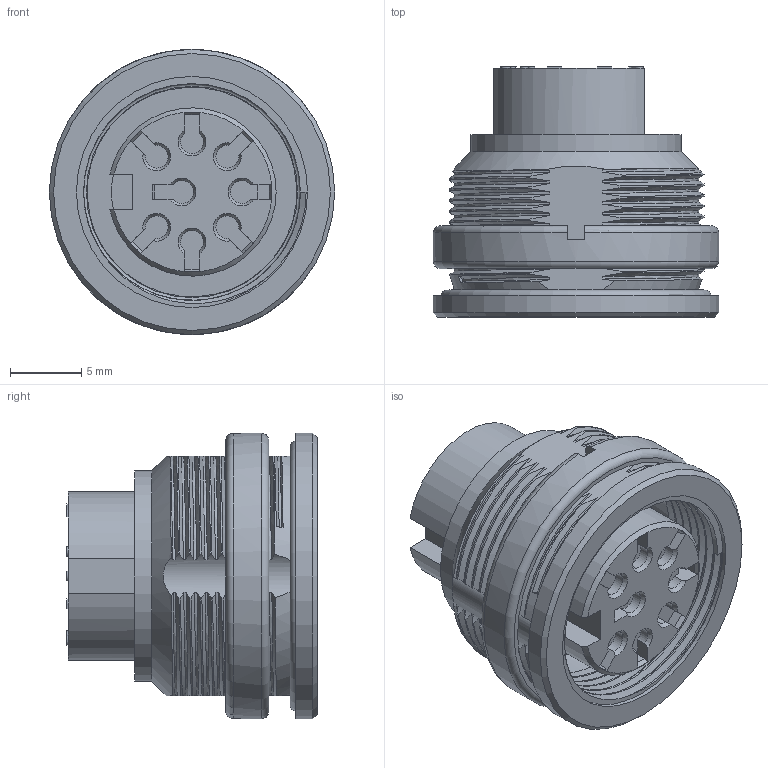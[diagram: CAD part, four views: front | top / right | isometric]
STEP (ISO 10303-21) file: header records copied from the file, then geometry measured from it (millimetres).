
FILE_DESCRIPTION(/* description */ (''),/* implementation_level */ '2;1');
FILE_NAME(/* name */ 'c091 11n008 000 2nxc001-02.stp',/* time_stamp */ '2019-07-08T13:20:33+02:00',/* author */ (''),/* organization */ (''),/* preprocessor_version */ 'ST-DEVELOPER v16.7',/* originating_system */ 'SIEMENS PLM Software NX 12.0',/* authorisation */ '');
FILE_SCHEMA (('AUTOMOTIVE_DESIGN { 1 0 10303 214 3 1 1 1 }'));
Length unit declared in the file: millimetre
Products named in the file (1): c091 11n008 000 2nxc001-02
Bounding box: 20 x 17.55 x 20 mm (x, y, z)
Volume: 2918.7 mm3; surface area: 3472.1 mm2
Topology: 1 solids, 1 shells, 421 faces, 1185 edges, 781 vertices
Faces by surface type: plane 181, cylinder 105, bspline 81, extrusion 28, cone 18, torus 8
Full cylindrical faces by diameter (mm): 13.1 x1, 14.7 x1, 14.8 x1, 15.2 x6, 16.2 x1, 18.3 x1, 19.2 x1, 20 x2
Entity records: 32396 total; most frequent: CARTESIAN_POINT 21460, ORIENTED_EDGE 2278, DIRECTION 1386, EDGE_CURVE 1139, VERTEX_POINT 761, B_SPLINE_CURVE_WITH_KNOTS 546, VECTOR 524, LINE 496
